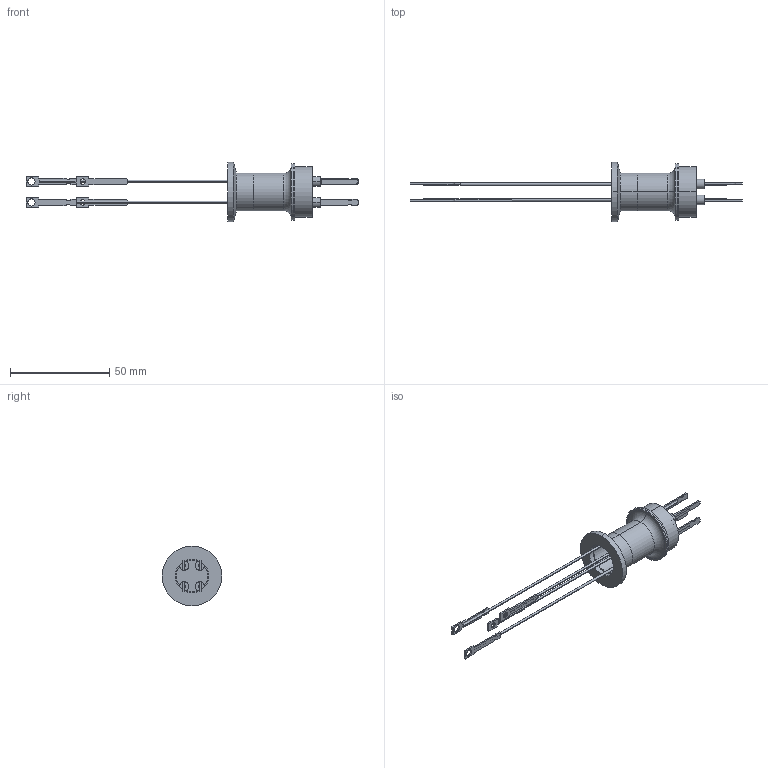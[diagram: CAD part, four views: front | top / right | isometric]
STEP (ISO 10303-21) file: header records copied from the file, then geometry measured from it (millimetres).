
FILE_DESCRIPTION (( 'STEP AP214' ), '1' );
FILE_NAME ('120XTK016-2.step', '2017-07-10T09:42:55', ( 'install' ), ( '' ), 'SwSTEP 2.0', 'SolidWorks 2015', '' );
FILE_SCHEMA (( 'AUTOMOTIVE_DESIGN' ));
Length unit declared in the file: inch
Products named in the file (1): 120XTK016-2
Bounding box: 167 x 29.97 x 29.97 mm (x, y, z)
Surface area: 10419.6 mm2 (no closed solid volume)
Topology: 0 solids, 20 shells, 174 faces, 465 edges, 320 vertices
Faces by surface type: plane 89, cylinder 81, cone 2, torus 2
Entity records: 6361 total; most frequent: CARTESIAN_POINT 1832, DIRECTION 965, ORIENTED_EDGE 844, EDGE_CURVE 465, AXIS2_PLACEMENT_3D 341, VERTEX_POINT 320, LINE 283, VECTOR 283
